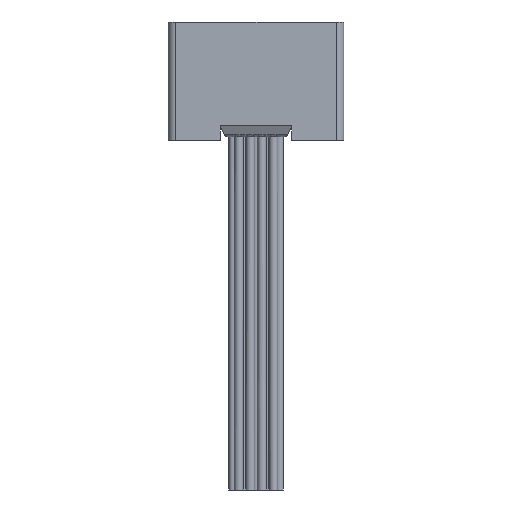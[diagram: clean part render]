
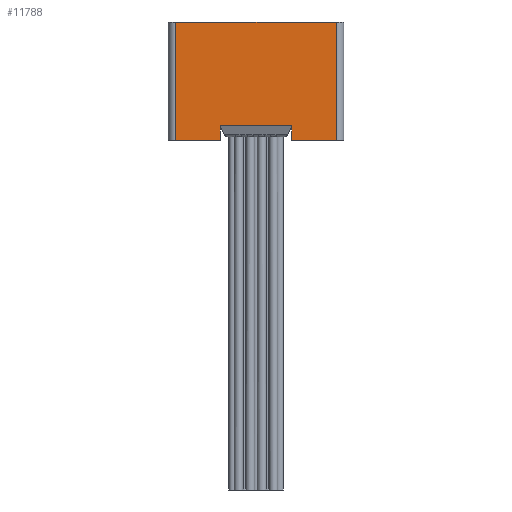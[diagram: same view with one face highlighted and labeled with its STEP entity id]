
A CAD part, front view. The second image highlights one B-rep face of the part: STEP entity #11788.
In plain terms, the highlighted planar face has unit normal (0, -1, 0).
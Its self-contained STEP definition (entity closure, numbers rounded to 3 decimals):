
#946=DIRECTION('',(1.,0.,0.));
#947=VECTOR('',#946,8.83);
#948=CARTESIAN_POINT('',(-4.554,-1.542,38.55));
#949=LINE('',#948,#947);
#950=DIRECTION('',(-1.,0.,0.));
#951=VECTOR('',#950,2.45);
#952=CARTESIAN_POINT('',(4.276,-1.542,32.05));
#953=LINE('',#952,#951);
#954=DIRECTION('',(0.,0.,1.));
#955=VECTOR('',#954,0.8);
#956=CARTESIAN_POINT('',(1.826,-1.542,32.05));
#957=LINE('',#956,#955);
#958=DIRECTION('',(-1.,0.,0.));
#959=VECTOR('',#958,2.45);
#960=CARTESIAN_POINT('',(-2.104,-1.542,32.05));
#961=LINE('',#960,#959);
#966=DIRECTION('',(0.,0.,1.));
#967=VECTOR('',#966,6.5);
#968=CARTESIAN_POINT('',(4.276,-1.542,32.05));
#969=LINE('',#968,#967);
#1018=DIRECTION('',(0.,0.,1.));
#1019=VECTOR('',#1018,0.8);
#1020=CARTESIAN_POINT('',(-2.104,-1.542,32.05));
#1021=LINE('',#1020,#1019);
#1030=DIRECTION('',(-1.,0.,0.));
#1031=VECTOR('',#1030,3.93);
#1032=CARTESIAN_POINT('',(1.826,-1.542,32.85));
#1033=LINE('',#1032,#1031);
#2606=DIRECTION('',(0.,0.,-1.));
#2607=VECTOR('',#2606,6.5);
#2608=CARTESIAN_POINT('',(-4.554,-1.542,38.55));
#2609=LINE('',#2608,#2607);
#6789=CARTESIAN_POINT('',(1.826,-1.542,32.05));
#6791=VERTEX_POINT('',#6789);
#6792=CARTESIAN_POINT('',(1.826,-1.542,32.85));
#6793=VERTEX_POINT('',#6792);
#6800=CARTESIAN_POINT('',(4.276,-1.542,32.05));
#6801=VERTEX_POINT('',#6800);
#6848=CARTESIAN_POINT('',(4.276,-1.542,38.55));
#6849=VERTEX_POINT('',#6848);
#6850=CARTESIAN_POINT('',(-4.554,-1.542,38.55));
#6851=VERTEX_POINT('',#6850);
#6892=CARTESIAN_POINT('',(-2.104,-1.542,32.05));
#6893=CARTESIAN_POINT('',(-4.554,-1.542,32.05));
#6894=VERTEX_POINT('',#6892);
#6895=VERTEX_POINT('',#6893);
#6904=CARTESIAN_POINT('',(-2.104,-1.542,32.85));
#6905=VERTEX_POINT('',#6904);
#11767=CARTESIAN_POINT('',(-0.139,-1.542,35.3));
#11768=DIRECTION('',(0.,1.,0.));
#11769=DIRECTION('',(0.,0.,1.));
#11770=AXIS2_PLACEMENT_3D('',#11767,#11768,#11769);
#11771=PLANE('',#11770);
#11772=ORIENTED_EDGE('',*,*,#11679,.T.);
#11774=ORIENTED_EDGE('',*,*,#11773,.F.);
#11776=ORIENTED_EDGE('',*,*,#11775,.T.);
#11778=ORIENTED_EDGE('',*,*,#11777,.T.);
#11780=ORIENTED_EDGE('',*,*,#11779,.T.);
#11782=ORIENTED_EDGE('',*,*,#11781,.F.);
#11783=ORIENTED_EDGE('',*,*,#11747,.T.);
#11785=ORIENTED_EDGE('',*,*,#11784,.F.);
#11786=EDGE_LOOP('',(#11772,#11774,#11776,#11778,#11780,#11782,#11783,#11785));
#11787=FACE_OUTER_BOUND('',#11786,.F.);
#11679=EDGE_CURVE('',#6851,#6849,#949,.T.);
#11747=EDGE_CURVE('',#6894,#6895,#961,.T.);
#11773=EDGE_CURVE('',#6801,#6849,#969,.T.);
#11775=EDGE_CURVE('',#6801,#6791,#953,.T.);
#11777=EDGE_CURVE('',#6791,#6793,#957,.T.);
#11779=EDGE_CURVE('',#6793,#6905,#1033,.T.);
#11781=EDGE_CURVE('',#6894,#6905,#1021,.T.);
#11784=EDGE_CURVE('',#6851,#6895,#2609,.T.);
#11788=ADVANCED_FACE('',(#11787),#11771,.F.);
